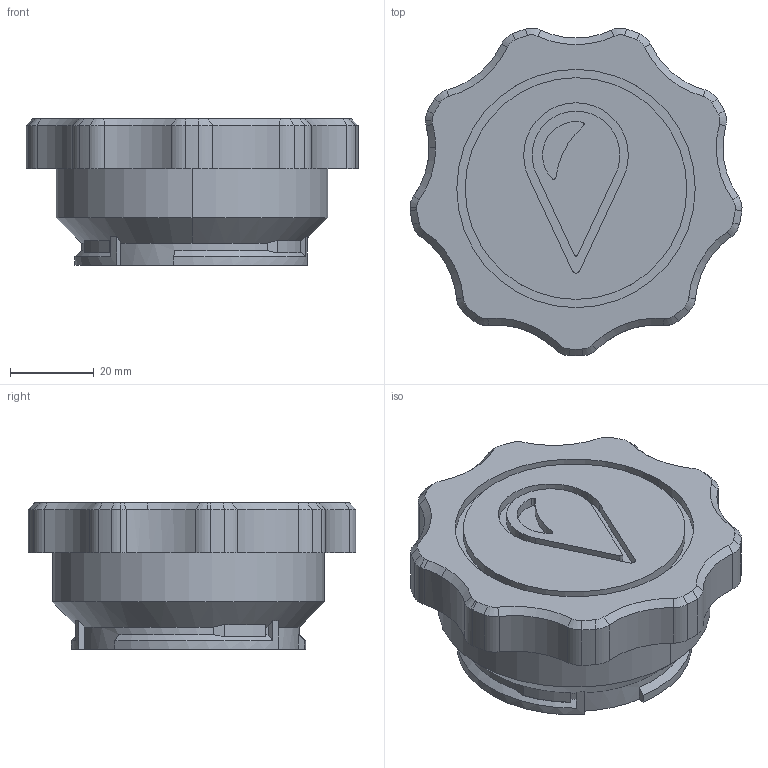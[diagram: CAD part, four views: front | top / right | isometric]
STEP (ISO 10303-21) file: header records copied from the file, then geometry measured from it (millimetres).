
FILE_DESCRIPTION (( 'STEP AP203' ), '1' );
FILE_NAME ('Filling_Cap.STEP', '2020-11-29T12:40:21', ( '' ), ( '' ), '', '', '' );
FILE_SCHEMA (( 'CONFIG_CONTROL_DESIGN' ));
Length unit declared in the file: millimetre
Products named in the file (1): Filling_Cap
Bounding box: 79.38 x 78.35 x 35 mm (x, y, z)
Volume: 39331 mm3; surface area: 26371 mm2
Topology: 1 solids, 1 shells, 247 faces, 630 edges, 392 vertices
Faces by surface type: cylinder 115, cone 47, torus 45, plane 40
Entity records: 8056 total; most frequent: CARTESIAN_POINT 1754, DIRECTION 1465, ORIENTED_EDGE 1260, EDGE_CURVE 630, AXIS2_PLACEMENT_3D 623, VERTEX_POINT 392, CIRCLE 375, EDGE_LOOP 254
